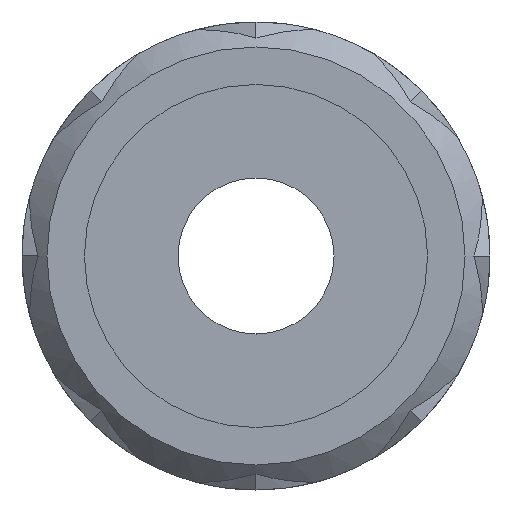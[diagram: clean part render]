
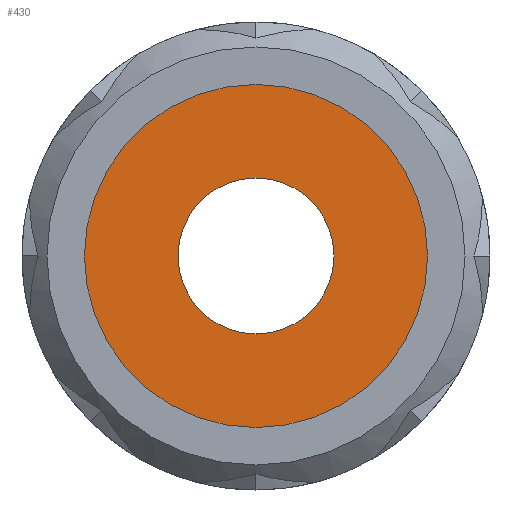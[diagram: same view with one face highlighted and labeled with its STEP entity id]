
A CAD part, front view. The second image highlights one B-rep face of the part: STEP entity #430.
In plain terms, the highlighted planar face has unit normal (0, -1, 0).
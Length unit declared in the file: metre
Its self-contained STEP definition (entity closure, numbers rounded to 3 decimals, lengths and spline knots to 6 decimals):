
#430 = ADVANCED_FACE( '', ( #880, #881 ), #882, .T. );
#880 = FACE_OUTER_BOUND( '', #3429, .T. );
#881 = FACE_BOUND( '', #3430, .T. );
#882 = PLANE( '', #3431 );
#3429 = EDGE_LOOP( '', ( #4691 ) );
#3430 = EDGE_LOOP( '', ( #4692 ) );
#3431 = AXIS2_PLACEMENT_3D( '', #4693, #4694, #4695 );
#4691 = ORIENTED_EDGE( '', *, *, #5250, .T. );
#4692 = ORIENTED_EDGE( '', *, *, #5309, .F. );
#4693 = CARTESIAN_POINT( '', ( 0.053971, 0.019812, 0.04285 ) );
#4694 = DIRECTION( '', ( 0., -1., 0. ) );
#4695 = DIRECTION( '', ( 1., 0., 0. ) );
#5250 = EDGE_CURVE( '', #5980, #5980, #5981, .T. );
#5309 = EDGE_CURVE( '', #6046, #6046, #6047, .T. );
#5980 = VERTEX_POINT( '', #8613 );
#5981 = CIRCLE( '', #8614, 0.006985 );
#6046 = VERTEX_POINT( '', #8875 );
#6047 = CIRCLE( '', #8876, 0.003175 );
#8613 = CARTESIAN_POINT( '', ( 0.053971, 0.019812, 0.035865 ) );
#8614 = AXIS2_PLACEMENT_3D( '', #9011, #9012, #9013 );
#8875 = CARTESIAN_POINT( '', ( 0.053971, 0.019812, 0.039675 ) );
#8876 = AXIS2_PLACEMENT_3D( '', #9020, #9021, #9022 );
#9011 = CARTESIAN_POINT( '', ( 0.053971, 0.019812, 0.04285 ) );
#9012 = DIRECTION( '', ( 0., -1., 0. ) );
#9013 = DIRECTION( '', ( 0., 0., -1. ) );
#9020 = CARTESIAN_POINT( '', ( 0.053971, 0.019812, 0.04285 ) );
#9021 = DIRECTION( '', ( 0., -1., 0. ) );
#9022 = DIRECTION( '', ( 0., 0., -1. ) );
